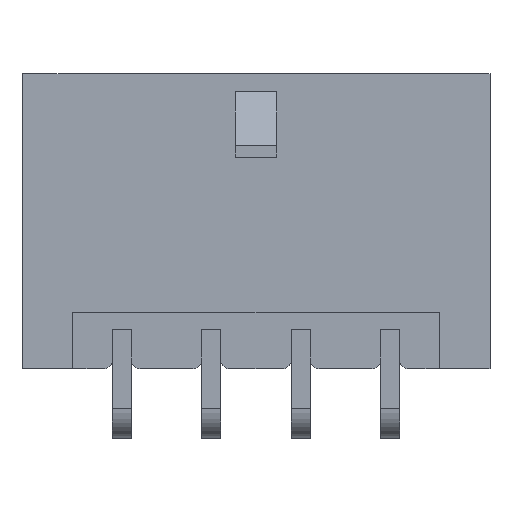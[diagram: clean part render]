
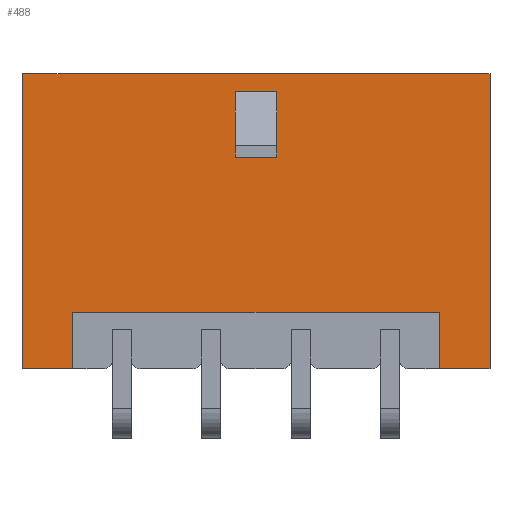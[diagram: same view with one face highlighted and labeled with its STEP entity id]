
A CAD part, front view. The second image highlights one B-rep face of the part: STEP entity #488.
In plain terms, the highlighted planar face has unit normal (0, -1, 0).
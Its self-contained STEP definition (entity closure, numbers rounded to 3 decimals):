
#488 = ADVANCED_FACE( '', ( #1132, #1133 ), #1134, .T. );
#1132 = FACE_BOUND( '', #1986, .T. );
#1133 = FACE_OUTER_BOUND( '', #1987, .T. );
#1134 = PLANE( '', #1988 );
#1986 = EDGE_LOOP( '', ( #3094, #3095, #3096, #3097 ) );
#1987 = EDGE_LOOP( '', ( #3098, #3099, #3100, #3101, #3102, #3103, #3104, #3105 ) );
#1988 = AXIS2_PLACEMENT_3D( '', #3106, #3107, #3108 );
#3094 = ORIENTED_EDGE( '', *, *, #5672, .F. );
#3095 = ORIENTED_EDGE( '', *, *, #5673, .F. );
#3096 = ORIENTED_EDGE( '', *, *, #5674, .T. );
#3097 = ORIENTED_EDGE( '', *, *, #5675, .T. );
#3098 = ORIENTED_EDGE( '', *, *, #5471, .T. );
#3099 = ORIENTED_EDGE( '', *, *, #5676, .T. );
#3100 = ORIENTED_EDGE( '', *, *, #5677, .F. );
#3101 = ORIENTED_EDGE( '', *, *, #5678, .T. );
#3102 = ORIENTED_EDGE( '', *, *, #5679, .T. );
#3103 = ORIENTED_EDGE( '', *, *, #5680, .F. );
#3104 = ORIENTED_EDGE( '', *, *, #5493, .F. );
#3105 = ORIENTED_EDGE( '', *, *, #5681, .T. );
#3106 = CARTESIAN_POINT( '', ( 7.85, -3.43, -4.95 ) );
#3107 = DIRECTION( '', ( 0., -1., 0. ) );
#3108 = DIRECTION( '', ( 0., 0., -1. ) );
#5471 = EDGE_CURVE( '', #6564, #6565, #6566, .T. );
#5493 = EDGE_CURVE( '', #6605, #6607, #6608, .T. );
#5672 = EDGE_CURVE( '', #6927, #6928, #6929, .T. );
#5673 = EDGE_CURVE( '', #6930, #6927, #6931, .T. );
#5674 = EDGE_CURVE( '', #6930, #6932, #6933, .T. );
#5675 = EDGE_CURVE( '', #6932, #6928, #6934, .T. );
#5676 = EDGE_CURVE( '', #6565, #6935, #6936, .T. );
#5677 = EDGE_CURVE( '', #6937, #6935, #6938, .T. );
#5678 = EDGE_CURVE( '', #6937, #6939, #6940, .T. );
#5679 = EDGE_CURVE( '', #6939, #6941, #6942, .T. );
#5680 = EDGE_CURVE( '', #6607, #6941, #6943, .T. );
#5681 = EDGE_CURVE( '', #6605, #6564, #6944, .T. );
#6564 = VERTEX_POINT( '', #8187 );
#6565 = VERTEX_POINT( '', #8188 );
#6566 = LINE( '', #8189, #8190 );
#6605 = VERTEX_POINT( '', #8247 );
#6607 = VERTEX_POINT( '', #8250 );
#6608 = LINE( '', #8251, #8252 );
#6927 = VERTEX_POINT( '', #8704 );
#6928 = VERTEX_POINT( '', #8705 );
#6929 = LINE( '', #8706, #8707 );
#6930 = VERTEX_POINT( '', #8708 );
#6931 = LINE( '', #8709, #8710 );
#6932 = VERTEX_POINT( '', #8711 );
#6933 = LINE( '', #8712, #8713 );
#6934 = LINE( '', #8714, #8715 );
#6935 = VERTEX_POINT( '', #8716 );
#6936 = LINE( '', #8717, #8718 );
#6937 = VERTEX_POINT( '', #8719 );
#6938 = LINE( '', #8720, #8721 );
#6939 = VERTEX_POINT( '', #8722 );
#6940 = LINE( '', #8723, #8724 );
#6941 = VERTEX_POINT( '', #8725 );
#6942 = LINE( '', #8726, #8727 );
#6943 = LINE( '', #8728, #8729 );
#6944 = LINE( '', #8730, #8731 );
#8187 = CARTESIAN_POINT( '', ( -6.15, -3.43, -3.05 ) );
#8188 = CARTESIAN_POINT( '', ( 6.15, -3.43, -3.05 ) );
#8189 = CARTESIAN_POINT( '', ( -6.15, -3.43, -3.05 ) );
#8190 = VECTOR( '', #10508, 1000. );
#8247 = CARTESIAN_POINT( '', ( -6.15, -3.43, -4.95 ) );
#8250 = CARTESIAN_POINT( '', ( -7.85, -3.43, -4.95 ) );
#8251 = CARTESIAN_POINT( '', ( 7.85, -3.43, -4.95 ) );
#8252 = VECTOR( '', #10528, 1000. );
#8704 = CARTESIAN_POINT( '', ( 0.7, -3.43, 4.35 ) );
#8705 = CARTESIAN_POINT( '', ( -0.7, -3.43, 4.35 ) );
#8706 = CARTESIAN_POINT( '', ( 0.7, -3.43, 4.35 ) );
#8707 = VECTOR( '', #10698, 1000. );
#8708 = CARTESIAN_POINT( '', ( 0.7, -3.43, 2.15 ) );
#8709 = CARTESIAN_POINT( '', ( 0.7, -3.43, 2.15 ) );
#8710 = VECTOR( '', #10699, 1000. );
#8711 = CARTESIAN_POINT( '', ( -0.7, -3.43, 2.15 ) );
#8712 = CARTESIAN_POINT( '', ( 0.7, -3.43, 2.15 ) );
#8713 = VECTOR( '', #10700, 1000. );
#8714 = CARTESIAN_POINT( '', ( -0.7, -3.43, 2.15 ) );
#8715 = VECTOR( '', #10701, 1000. );
#8716 = CARTESIAN_POINT( '', ( 6.15, -3.43, -4.95 ) );
#8717 = CARTESIAN_POINT( '', ( 6.15, -3.43, -3.05 ) );
#8718 = VECTOR( '', #10702, 1000. );
#8719 = CARTESIAN_POINT( '', ( 7.85, -3.43, -4.95 ) );
#8720 = CARTESIAN_POINT( '', ( 7.85, -3.43, -4.95 ) );
#8721 = VECTOR( '', #10703, 1000. );
#8722 = CARTESIAN_POINT( '', ( 7.85, -3.43, 4.95 ) );
#8723 = CARTESIAN_POINT( '', ( 7.85, -3.43, -4.95 ) );
#8724 = VECTOR( '', #10704, 1000. );
#8725 = CARTESIAN_POINT( '', ( -7.85, -3.43, 4.95 ) );
#8726 = CARTESIAN_POINT( '', ( 7.85, -3.43, 4.95 ) );
#8727 = VECTOR( '', #10705, 1000. );
#8728 = CARTESIAN_POINT( '', ( -7.85, -3.43, -4.95 ) );
#8729 = VECTOR( '', #10706, 1000. );
#8730 = CARTESIAN_POINT( '', ( -6.15, -3.43, -4.95 ) );
#8731 = VECTOR( '', #10707, 1000. );
#10508 = DIRECTION( '', ( 1., 0., 0. ) );
#10528 = DIRECTION( '', ( -1., 0., 0. ) );
#10698 = DIRECTION( '', ( -1., 0., 0. ) );
#10699 = DIRECTION( '', ( 0., 0., 1. ) );
#10700 = DIRECTION( '', ( -1., 0., 0. ) );
#10701 = DIRECTION( '', ( 0., 0., 1. ) );
#10702 = DIRECTION( '', ( 0., 0., -1. ) );
#10703 = DIRECTION( '', ( -1., 0., 0. ) );
#10704 = DIRECTION( '', ( 0., 0., 1. ) );
#10705 = DIRECTION( '', ( -1., 0., 0. ) );
#10706 = DIRECTION( '', ( 0., 0., 1. ) );
#10707 = DIRECTION( '', ( 0., 0., 1. ) );
